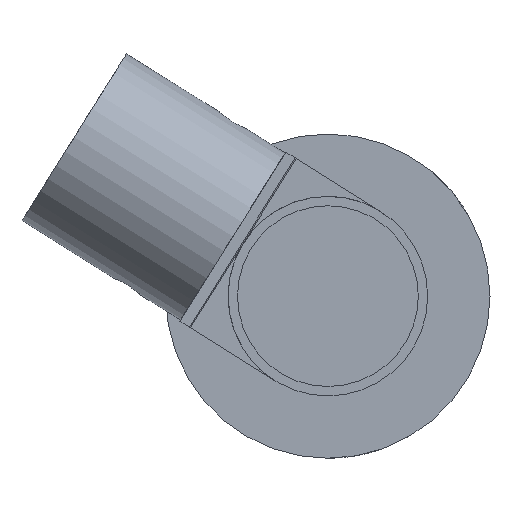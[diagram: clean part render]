
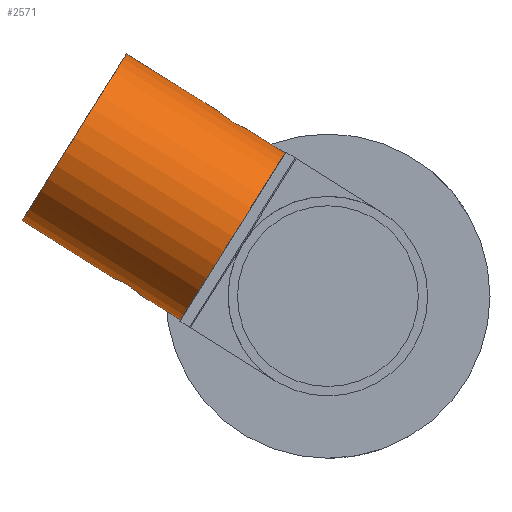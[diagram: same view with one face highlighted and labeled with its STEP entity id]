
A CAD part, left-side view. The second image highlights one B-rep face of the part: STEP entity #2571.
In plain terms, the highlighted cylindrical face has radius 7.9 mm (diameter 15.8 mm), a partial arc.
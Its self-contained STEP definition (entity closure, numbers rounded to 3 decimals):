
#61 = EDGE_CURVE ( 'NONE', #1549, #305, #1620, .T. ) ;
#90 = FACE_OUTER_BOUND ( 'NONE', #647, .T. ) ;
#92 = ORIENTED_EDGE ( 'NONE', *, *, #710, .F. ) ;
#166 = VECTOR ( 'NONE', #2154, 1000. ) ;
#237 = B_SPLINE_CURVE_WITH_KNOTS ( 'NONE', 3,
 ( #1315, #2052, #3229, #2158, #2416, #3141, #3193, #1152, #2967, #2441, #1390, #587, #2951, #2667, #2679, #858, #359, #1139 ),
 .UNSPECIFIED., .F., .F.,
 ( 4, 2, 2, 2, 2, 2, 2, 2, 4 ),
 ( -0.002, -0.001, -0.001, 0., 0., 0., 0.001, 0.001, 0.002 ),
 .UNSPECIFIED. ) ;
#260 = CARTESIAN_POINT ( 'NONE',  ( 41.4, 6.609, 13.465 ) ) ;
#264 = VECTOR ( 'NONE', #3330, 1000. ) ;
#305 = VERTEX_POINT ( 'NONE', #2981 ) ;
#328 = CARTESIAN_POINT ( 'NONE',  ( 40.15, 15.865, 0.736 ) ) ;
#359 = CARTESIAN_POINT ( 'NONE',  ( 41.235, 6.609, 13.465 ) ) ;
#421 = VERTEX_POINT ( 'NONE', #703 ) ;
#428 = CARTESIAN_POINT ( 'NONE',  ( 41.4, 7.626, 4.779 ) ) ;
#443 = ORIENTED_EDGE ( 'NONE', *, *, #2610, .T. ) ;
#478 = DIRECTION ( 'NONE',  ( 0., 0.847, 0.531 ) ) ;
#546 = CARTESIAN_POINT ( 'NONE',  ( 41.4, 14.999, 0.076 ) ) ;
#574 = ORIENTED_EDGE ( 'NONE', *, *, #1406, .F. ) ;
#587 = CARTESIAN_POINT ( 'NONE',  ( 40.308, 7.175, 13.73 ) ) ;
#593 = CARTESIAN_POINT ( 'NONE',  ( 40.15, 16.145, 0.912 ) ) ;
#618 = CARTESIAN_POINT ( 'NONE',  ( 40.308, 16.552, 1.138 ) ) ;
#647 = EDGE_LOOP ( 'NONE', ( #1246, #2648, #833, #3291, #443, #92, #574, #800 ) ) ;
#672 = DIRECTION ( 'NONE',  ( 0., -0.531, 0.847 ) ) ;
#700 = CARTESIAN_POINT ( 'NONE',  ( 41.4, 11.821, -1.915 ) ) ;
#703 = CARTESIAN_POINT ( 'NONE',  ( 41.4, 17.117, 1.404 ) ) ;
#710 = EDGE_CURVE ( 'NONE', #2563, #1177, #1274, .T. ) ;
#755 = VECTOR ( 'NONE', #478, 1000. ) ;
#800 = ORIENTED_EDGE ( 'NONE', *, *, #1697, .F. ) ;
#813 = LINE ( 'NONE', #1988, #1414 ) ;
#833 = ORIENTED_EDGE ( 'NONE', *, *, #1457, .T. ) ;
#854 = CARTESIAN_POINT ( 'NONE',  ( 40.401, 16.676, 1.201 ) ) ;
#858 = CARTESIAN_POINT ( 'NONE',  ( 41.07, 6.64, 13.478 ) ) ;
#880 = CARTESIAN_POINT ( 'NONE',  ( 40.631, 16.885, 1.301 ) ) ;
#889 = CARTESIAN_POINT ( 'NONE',  ( 41.072, 15.024, 0.098 ) ) ;
#899 = VERTEX_POINT ( 'NONE', #260 ) ;
#953 = DIRECTION ( 'NONE',  ( 0., 0.847, 0.531 ) ) ;
#966 = DIRECTION ( 'NONE',  ( 0., 0.847, 0.531 ) ) ;
#1058 = CARTESIAN_POINT ( 'NONE',  ( 41.4, 7.626, 4.779 ) ) ;
#1084 = CARTESIAN_POINT ( 'NONE',  ( 41.4, 11.821, -1.915 ) ) ;
#1139 = CARTESIAN_POINT ( 'NONE',  ( 41.4, 6.609, 13.465 ) ) ;
#1152 = CARTESIAN_POINT ( 'NONE',  ( 40.183, 7.997, 14.224 ) ) ;
#1177 = VERTEX_POINT ( 'NONE', #1198 ) ;
#1198 = CARTESIAN_POINT ( 'NONE',  ( 41.4, 16.142, 19.438 ) ) ;
#1246 = ORIENTED_EDGE ( 'NONE', *, *, #1876, .F. ) ;
#1274 = CIRCLE ( 'NONE', #2909, 7.9 ) ;
#1305 = DIRECTION ( 'NONE',  ( 0., -0.531, 0.847 ) ) ;
#1315 = CARTESIAN_POINT ( 'NONE',  ( 41.4, 8.727, 14.792 ) ) ;
#1329 = CYLINDRICAL_SURFACE ( 'NONE', #3204, 7.9 ) ;
#1372 = CARTESIAN_POINT ( 'NONE',  ( 41.235, 14.999, 0.076 ) ) ;
#1390 = CARTESIAN_POINT ( 'NONE',  ( 40.183, 7.441, 13.875 ) ) ;
#1406 = EDGE_CURVE ( 'NONE', #421, #2563, #813, .T. ) ;
#1414 = VECTOR ( 'NONE', #2016, 1000. ) ;
#1457 = EDGE_CURVE ( 'NONE', #305, #899, #3072, .T. ) ;
#1533 = CARTESIAN_POINT ( 'NONE',  ( 41.4, 3.431, 11.473 ) ) ;
#1549 = VERTEX_POINT ( 'NONE', #1084 ) ;
#1620 = CIRCLE ( 'NONE', #2196, 7.9 ) ;
#1634 = CARTESIAN_POINT ( 'NONE',  ( 41.4, 3.431, 11.473 ) ) ;
#1635 = CARTESIAN_POINT ( 'NONE',  ( 40.401, 15.373, 0.384 ) ) ;
#1656 = CARTESIAN_POINT ( 'NONE',  ( 40.308, 15.484, 0.469 ) ) ;
#1697 = EDGE_CURVE ( 'NONE', #2585, #421, #3325, .T. ) ;
#1829 = VERTEX_POINT ( 'NONE', #3256 ) ;
#1853 = DIRECTION ( 'NONE',  ( 0., 0.847, 0.531 ) ) ;
#1876 = EDGE_CURVE ( 'NONE', #1549, #2585, #2165, .T. ) ;
#1890 = CARTESIAN_POINT ( 'NONE',  ( 40.183, 15.729, 0.644 ) ) ;
#1988 = CARTESIAN_POINT ( 'NONE',  ( 41.4, 11.821, -1.915 ) ) ;
#2016 = DIRECTION ( 'NONE',  ( 0., 0.847, 0.531 ) ) ;
#2052 = CARTESIAN_POINT ( 'NONE',  ( 41.235, 8.727, 14.792 ) ) ;
#2150 = EDGE_CURVE ( 'NONE', #1829, #899, #237, .T. ) ;
#2154 = DIRECTION ( 'NONE',  ( 0., 0.847, 0.531 ) ) ;
#2158 = CARTESIAN_POINT ( 'NONE',  ( 40.77, 8.606, 14.688 ) ) ;
#2164 = CARTESIAN_POINT ( 'NONE',  ( 40.77, 15.12, 0.18 ) ) ;
#2165 = LINE ( 'NONE', #700, #264 ) ;
#2196 = AXIS2_PLACEMENT_3D ( 'NONE', #428, #953, #672 ) ;
#2401 = CARTESIAN_POINT ( 'NONE',  ( 40.183, 16.286, 0.993 ) ) ;
#2412 = CARTESIAN_POINT ( 'NONE',  ( 41.235, 17.117, 1.404 ) ) ;
#2416 = CARTESIAN_POINT ( 'NONE',  ( 40.631, 8.534, 14.628 ) ) ;
#2433 = CARTESIAN_POINT ( 'NONE',  ( 40.77, 16.971, 1.34 ) ) ;
#2441 = CARTESIAN_POINT ( 'NONE',  ( 40.15, 7.581, 13.956 ) ) ;
#2501 = DIRECTION ( 'NONE',  ( 0., -0.531, 0.847 ) ) ;
#2509 = CARTESIAN_POINT ( 'NONE',  ( 41.4, 20.337, 12.744 ) ) ;
#2563 = VERTEX_POINT ( 'NONE', #2864 ) ;
#2571 = ADVANCED_FACE ( 'NONE', ( #90 ), #1329, .T. ) ;
#2585 = VERTEX_POINT ( 'NONE', #546 ) ;
#2610 = EDGE_CURVE ( 'NONE', #1829, #1177, #3361, .T. ) ;
#2648 = ORIENTED_EDGE ( 'NONE', *, *, #61, .T. ) ;
#2664 = CARTESIAN_POINT ( 'NONE',  ( 41.07, 17.086, 1.39 ) ) ;
#2667 = CARTESIAN_POINT ( 'NONE',  ( 40.631, 6.841, 13.567 ) ) ;
#2679 = CARTESIAN_POINT ( 'NONE',  ( 40.77, 6.756, 13.528 ) ) ;
#2686 = CARTESIAN_POINT ( 'NONE',  ( 41.4, 14.999, 0.076 ) ) ;
#2864 = CARTESIAN_POINT ( 'NONE',  ( 41.4, 24.532, 6.05 ) ) ;
#2909 = AXIS2_PLACEMENT_3D ( 'NONE', #2509, #966, #2501 ) ;
#2951 = CARTESIAN_POINT ( 'NONE',  ( 40.401, 7.05, 13.667 ) ) ;
#2967 = CARTESIAN_POINT ( 'NONE',  ( 40.15, 7.861, 14.132 ) ) ;
#2981 = CARTESIAN_POINT ( 'NONE',  ( 41.4, 3.431, 11.473 ) ) ;
#3072 = LINE ( 'NONE', #1533, #755 ) ;
#3141 = CARTESIAN_POINT ( 'NONE',  ( 40.401, 8.353, 14.484 ) ) ;
#3193 = CARTESIAN_POINT ( 'NONE',  ( 40.308, 8.242, 14.399 ) ) ;
#3204 = AXIS2_PLACEMENT_3D ( 'NONE', #1058, #1853, #1305 ) ;
#3211 = CARTESIAN_POINT ( 'NONE',  ( 40.631, 15.192, 0.24 ) ) ;
#3224 = CARTESIAN_POINT ( 'NONE',  ( 41.4, 17.117, 1.404 ) ) ;
#3229 = CARTESIAN_POINT ( 'NONE',  ( 41.072, 8.703, 14.77 ) ) ;
#3256 = CARTESIAN_POINT ( 'NONE',  ( 41.4, 8.727, 14.792 ) ) ;
#3291 = ORIENTED_EDGE ( 'NONE', *, *, #2150, .F. ) ;
#3325 = B_SPLINE_CURVE_WITH_KNOTS ( 'NONE', 3,
 ( #2686, #1372, #889, #2164, #3211, #1635, #1656, #1890, #328, #593, #2401, #618, #854, #880, #2433, #2664, #2412, #3224 ),
 .UNSPECIFIED., .F., .F.,
 ( 4, 2, 2, 2, 2, 2, 2, 2, 4 ),
 ( -0.002, -0.001, -0.001, 0., 0., 0., 0.001, 0.001, 0.002 ),
 .UNSPECIFIED. ) ;
#3330 = DIRECTION ( 'NONE',  ( 0., 0.847, 0.531 ) ) ;
#3361 = LINE ( 'NONE', #1634, #166 ) ;
